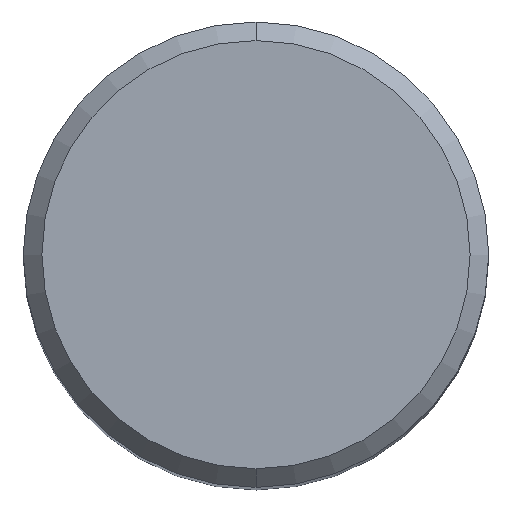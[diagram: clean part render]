
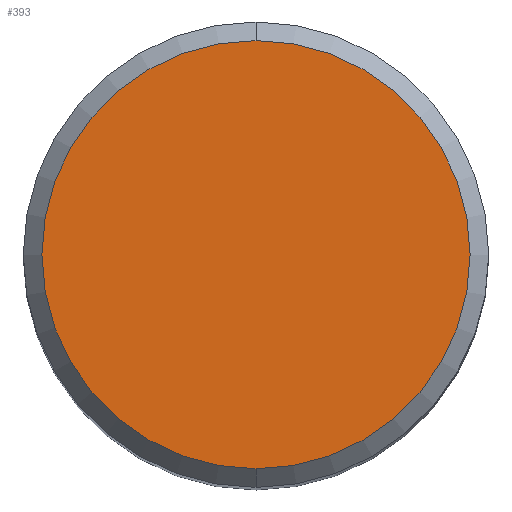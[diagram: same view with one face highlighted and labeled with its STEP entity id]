
A CAD part, top view. The second image highlights one B-rep face of the part: STEP entity #393.
In plain terms, the highlighted planar face has unit normal (0, 0, 1).
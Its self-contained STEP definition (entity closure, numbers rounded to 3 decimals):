
#371=EDGE_CURVE('',#919,#857,#1023,.T.);
#393=ADVANCED_FACE('',(#1045),#1046,.T.);
#533=EDGE_CURVE('',#857,#919,#1199,.T.);
#857=VERTEX_POINT('',#1553);
#919=VERTEX_POINT('',#1624);
#1023=CIRCLE('',#1795,11.5);
#1045=FACE_OUTER_BOUND('',#1824,.T.);
#1046=PLANE('',#1825);
#1199=CIRCLE('',#2257,11.5);
#1553=CARTESIAN_POINT('',(0.0,11.5,0.0));
#1624=CARTESIAN_POINT('',(0.,-11.5,0.0));
#1795=AXIS2_PLACEMENT_3D('',#3450,#3451,#3452);
#1824=EDGE_LOOP('',(#3465,#3466));
#1825=AXIS2_PLACEMENT_3D('',#3467,#3468,#3469);
#2257=AXIS2_PLACEMENT_3D('',#3656,#3657,#3658);
#3450=CARTESIAN_POINT('',(0.0,0.0,0.0));
#3451=DIRECTION('',(0.0,0.0,-1.0));
#3452=DIRECTION('',(0.0,1.0,0.0));
#3465=ORIENTED_EDGE('',*,*,#533,.F.);
#3466=ORIENTED_EDGE('',*,*,#371,.F.);
#3467=CARTESIAN_POINT('',(0.0,5.75,0.0));
#3468=DIRECTION('',(-0.0,0.0,1.0));
#3469=DIRECTION('',(0.0,-1.0,0.0));
#3656=CARTESIAN_POINT('',(0.0,0.0,0.0));
#3657=DIRECTION('',(0.0,0.0,-1.0));
#3658=DIRECTION('',(0.0,1.0,0.0));
